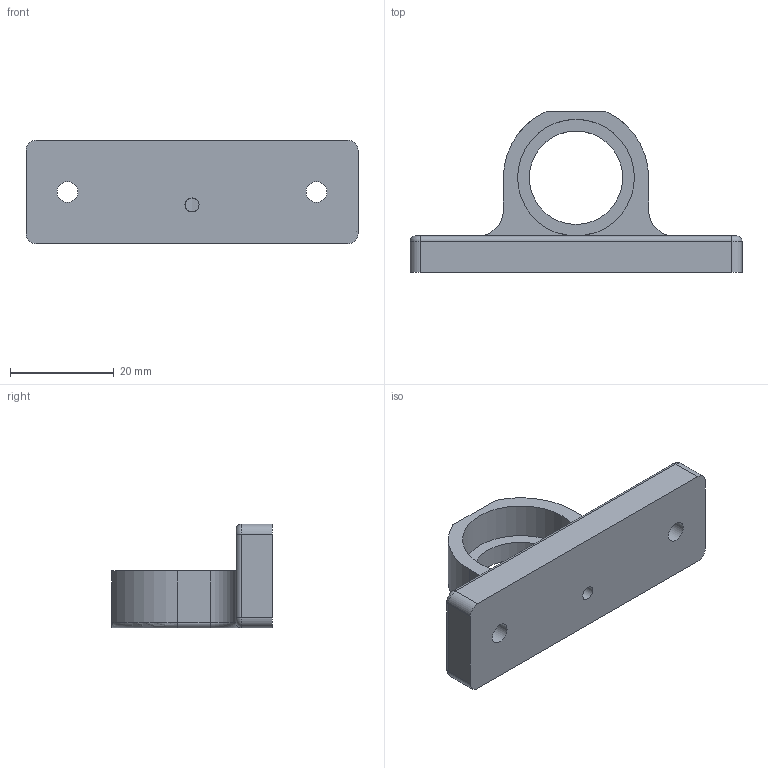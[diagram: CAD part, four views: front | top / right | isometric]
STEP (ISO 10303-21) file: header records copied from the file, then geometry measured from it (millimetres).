
FILE_DESCRIPTION(('FreeCAD Model'),'2;1');
FILE_NAME('Open CASCADE Shape Model','2025-02-09T12:59:23',('Author'),( ''),'Open CASCADE STEP processor 7.8','FreeCAD','Unknown');
FILE_SCHEMA(('AUTOMOTIVE_DESIGN { 1 0 10303 214 1 1 1 1 }'));
Length unit declared in the file: millimetre
Products named in the file (1): Pocket005
Bounding box: 64 x 31 x 20 mm (x, y, z)
Volume: 11513.3 mm3; surface area: 5663.4 mm2
Topology: 1 solids, 1 shells, 45 faces, 112 edges, 71 vertices
Faces by surface type: cylinder 22, plane 13, torus 8, cone 2
Full cylindrical faces by diameter (mm): 2.7 x1, 4 x2, 8.2 x2, 18 x1, 22.5 x1
Entity records: 1505 total; most frequent: CARTESIAN_POINT 344, DIRECTION 259, ORIENTED_EDGE 224, EDGE_CURVE 112, AXIS2_PLACEMENT_3D 104, VERTEX_POINT 71, CIRCLE 58, FACE_BOUND 56
